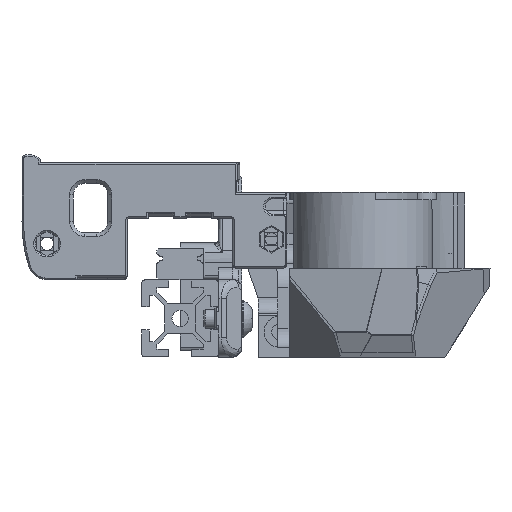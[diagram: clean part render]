
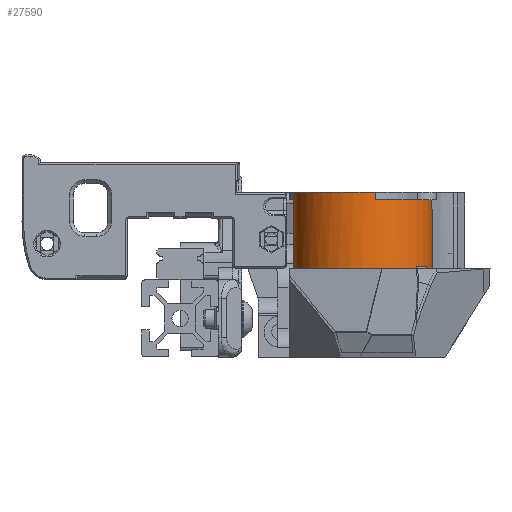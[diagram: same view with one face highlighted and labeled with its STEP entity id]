
A CAD part, left-side view. The second image highlights one B-rep face of the part: STEP entity #27590.
In plain terms, the highlighted cylindrical face has radius 18 mm (diameter 36 mm), a full revolution.
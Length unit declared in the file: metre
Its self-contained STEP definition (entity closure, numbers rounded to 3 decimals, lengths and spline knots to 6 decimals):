
#1259=CIRCLE('',#30270,0.018);
#1261=CIRCLE('',#30273,0.018);
#1263=CIRCLE('',#30277,0.018);
#1264=CIRCLE('',#30278,0.018);
#1265=CIRCLE('',#30280,0.018);
#1774=CYLINDRICAL_SURFACE('',#30281,0.018);
#7843=ORIENTED_EDGE('',*,*,#12651,.F.);
#7844=ORIENTED_EDGE('',*,*,#12647,.F.);
#7845=ORIENTED_EDGE('',*,*,#12640,.T.);
#7846=ORIENTED_EDGE('',*,*,#12649,.T.);
#7847=ORIENTED_EDGE('',*,*,#12628,.F.);
#7848=ORIENTED_EDGE('',*,*,#12645,.F.);
#7849=ORIENTED_EDGE('',*,*,#12634,.T.);
#7850=ORIENTED_EDGE('',*,*,#12650,.T.);
#7851=ORIENTED_EDGE('',*,*,#12638,.F.);
#12628=EDGE_CURVE('',#15489,#15491,#18112,.T.);
#12634=EDGE_CURVE('',#15494,#15496,#18115,.T.);
#12638=EDGE_CURVE('',#15500,#15498,#18117,.T.);
#12640=EDGE_CURVE('',#15503,#15501,#18118,.T.);
#12645=EDGE_CURVE('',#15494,#15489,#1259,.T.);
#12647=EDGE_CURVE('',#15503,#15500,#1261,.T.);
#12649=EDGE_CURVE('',#15501,#15491,#1263,.T.);
#12650=EDGE_CURVE('',#15496,#15498,#1264,.T.);
#12651=EDGE_CURVE('',#15505,#15505,#1265,.T.);
#15489=VERTEX_POINT('',#47242);
#15491=VERTEX_POINT('',#47245);
#15494=VERTEX_POINT('',#47252);
#15496=VERTEX_POINT('',#47256);
#15498=VERTEX_POINT('',#47261);
#15500=VERTEX_POINT('',#47265);
#15501=VERTEX_POINT('',#47269);
#15503=VERTEX_POINT('',#47272);
#15505=VERTEX_POINT('',#47291);
#18112=LINE('',#47244,#20798);
#18115=LINE('',#47257,#20801);
#18117=LINE('',#47266,#20803);
#18118=LINE('',#47271,#20804);
#20798=VECTOR('',#36812,1.);
#20801=VECTOR('',#36823,1.);
#20803=VECTOR('',#36831,1.);
#20804=VECTOR('',#36836,1.);
#22930=EDGE_LOOP('',(#7843));
#22931=EDGE_LOOP('',(#7844,#7845,#7846,#7847,#7848,#7849,#7850,#7851));
#24893=FACE_BOUND('',#22930,.T.);
#24894=FACE_BOUND('',#22931,.T.);
#27590=ADVANCED_FACE('',(#24893,#24894),#1774,.T.);
#30270=AXIS2_PLACEMENT_3D('',#47280,#36848,#36849);
#30273=AXIS2_PLACEMENT_3D('',#47283,#36854,#36855);
#30277=AXIS2_PLACEMENT_3D('',#47287,#36862,#36863);
#30278=AXIS2_PLACEMENT_3D('',#47288,#36864,#36865);
#30280=AXIS2_PLACEMENT_3D('',#47290,#36868,#36869);
#30281=AXIS2_PLACEMENT_3D('',#47292,#36870,#36871);
#36812=DIRECTION('',(0.,0.,1.));
#36823=DIRECTION('',(0.,0.,1.));
#36831=DIRECTION('',(0.,0.,1.));
#36836=DIRECTION('',(0.,0.,1.));
#36848=DIRECTION('',(0.,0.,1.));
#36849=DIRECTION('',(0.,-1.,0.));
#36854=DIRECTION('',(0.,0.,1.));
#36855=DIRECTION('',(0.,-1.,0.));
#36862=DIRECTION('',(0.,0.,-1.));
#36863=DIRECTION('',(0.,1.,0.));
#36864=DIRECTION('',(0.,0.,-1.));
#36865=DIRECTION('',(0.,1.,0.));
#36868=DIRECTION('',(0.,0.,-1.));
#36869=DIRECTION('',(0.,1.,0.));
#36870=DIRECTION('',(0.,0.,1.));
#36871=DIRECTION('',(0.,-1.,0.));
#47242=CARTESIAN_POINT('',(0.007593,0.024164,0.0428));
#47244=CARTESIAN_POINT('',(0.007593,0.024164,0.0248));
#47245=CARTESIAN_POINT('',(0.007593,0.024164,0.0448));
#47252=CARTESIAN_POINT('',(0.02206,0.009697,0.0428));
#47256=CARTESIAN_POINT('',(0.02206,0.009697,0.0448));
#47257=CARTESIAN_POINT('',(0.02206,0.009697,0.0248));
#47261=CARTESIAN_POINT('',(0.001114,-0.011248,0.0448));
#47265=CARTESIAN_POINT('',(0.001114,-0.011248,0.0428));
#47266=CARTESIAN_POINT('',(0.001114,-0.011248,0.0248));
#47269=CARTESIAN_POINT('',(-0.013353,0.003218,0.0448));
#47271=CARTESIAN_POINT('',(-0.013353,0.003218,0.0248));
#47272=CARTESIAN_POINT('',(-0.013353,0.003218,0.0428));
#47280=CARTESIAN_POINT('',(0.004353,0.006458,0.0428));
#47283=CARTESIAN_POINT('',(0.004353,0.006458,0.0428));
#47287=CARTESIAN_POINT('',(0.004353,0.006458,0.0448));
#47288=CARTESIAN_POINT('',(0.004353,0.006458,0.0448));
#47290=CARTESIAN_POINT('',(0.004353,0.006458,0.0248));
#47291=CARTESIAN_POINT('',(0.004353,0.024458,0.0248));
#47292=CARTESIAN_POINT('',(0.004353,0.006458,0.0248));
